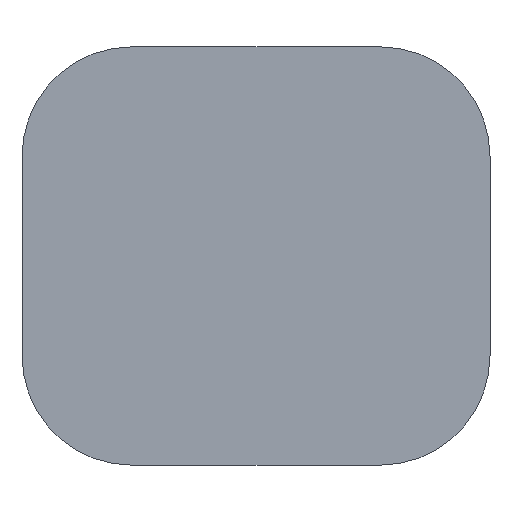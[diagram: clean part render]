
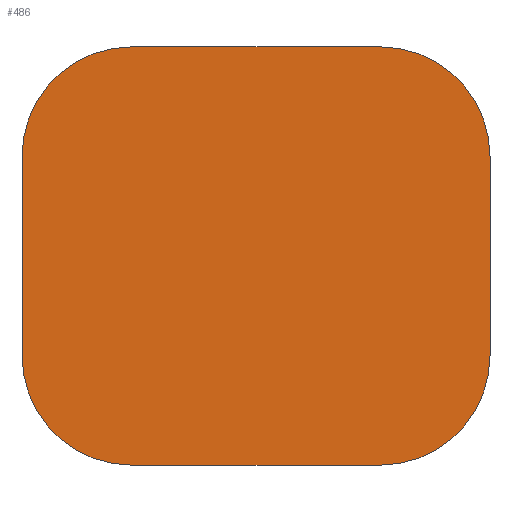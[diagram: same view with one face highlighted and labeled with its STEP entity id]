
A CAD part, front view. The second image highlights one B-rep face of the part: STEP entity #486.
In plain terms, the highlighted planar face has unit normal (0, -1, 0).
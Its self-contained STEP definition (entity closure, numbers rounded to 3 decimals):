
#15=PLANE('',#516);
#34=FACE_OUTER_BOUND('',#60,.T.);
#60=EDGE_LOOP('',(#337,#338,#339,#340,#341,#342,#343,#344));
#87=LINE('',#709,#143);
#88=LINE('',#713,#144);
#89=LINE('',#717,#145);
#90=LINE('',#720,#146);
#143=VECTOR('',#567,10.);
#144=VECTOR('',#570,10.);
#145=VECTOR('',#573,10.);
#146=VECTOR('',#576,10.);
#198=CIRCLE('',#515,1.1);
#199=CIRCLE('',#517,1.1);
#200=CIRCLE('',#518,1.1);
#201=CIRCLE('',#519,1.1);
#215=VERTEX_POINT('',#702);
#216=VERTEX_POINT('',#704);
#217=VERTEX_POINT('',#708);
#218=VERTEX_POINT('',#710);
#219=VERTEX_POINT('',#712);
#220=VERTEX_POINT('',#714);
#221=VERTEX_POINT('',#716);
#222=VERTEX_POINT('',#718);
#263=EDGE_CURVE('',#215,#216,#198,.T.);
#265=EDGE_CURVE('',#217,#215,#87,.T.);
#266=EDGE_CURVE('',#218,#217,#199,.T.);
#267=EDGE_CURVE('',#218,#219,#88,.T.);
#268=EDGE_CURVE('',#219,#220,#200,.T.);
#269=EDGE_CURVE('',#220,#221,#89,.T.);
#270=EDGE_CURVE('',#221,#222,#201,.T.);
#271=EDGE_CURVE('',#222,#216,#90,.T.);
#337=ORIENTED_EDGE('',*,*,#263,.F.);
#338=ORIENTED_EDGE('',*,*,#265,.F.);
#339=ORIENTED_EDGE('',*,*,#266,.F.);
#340=ORIENTED_EDGE('',*,*,#267,.T.);
#341=ORIENTED_EDGE('',*,*,#268,.T.);
#342=ORIENTED_EDGE('',*,*,#269,.T.);
#343=ORIENTED_EDGE('',*,*,#270,.T.);
#344=ORIENTED_EDGE('',*,*,#271,.T.);
#486=ADVANCED_FACE('',(#34),#15,.F.);
#515=AXIS2_PLACEMENT_3D('',#705,#562,#563);
#516=AXIS2_PLACEMENT_3D('',#707,#565,#566);
#517=AXIS2_PLACEMENT_3D('',#711,#568,#569);
#518=AXIS2_PLACEMENT_3D('',#715,#571,#572);
#519=AXIS2_PLACEMENT_3D('',#719,#574,#575);
#562=DIRECTION('center_axis',(0.,1.,0.));
#563=DIRECTION('ref_axis',(0.707,0.,-0.707));
#565=DIRECTION('center_axis',(0.,1.,0.));
#566=DIRECTION('ref_axis',(-1.,0.,0.));
#567=DIRECTION('',(0.,0.,-1.));
#568=DIRECTION('center_axis',(0.,1.,0.));
#569=DIRECTION('ref_axis',(0.707,0.,0.707));
#570=DIRECTION('',(-1.,0.,0.));
#571=DIRECTION('center_axis',(0.,-1.,0.));
#572=DIRECTION('ref_axis',(0.,0.,
1.));
#573=DIRECTION('',(0.,0.,-1.));
#574=DIRECTION('center_axis',(0.,-1.,0.));
#575=DIRECTION('ref_axis',(-1.,0.,0.));
#576=DIRECTION('',(1.,0.,0.));
#702=CARTESIAN_POINT('',(192.24,-47.746,-0.7));
#704=CARTESIAN_POINT('',(191.14,-47.746,-1.8));
#705=CARTESIAN_POINT('Origin',(191.14,-47.746,-0.7));
#707=CARTESIAN_POINT('Origin',(170.1,-47.746,1.4));
#708=CARTESIAN_POINT('',(192.24,-47.746,1.3));
#709=CARTESIAN_POINT('',(192.24,-47.746,2.4));
#710=CARTESIAN_POINT('',(191.14,-47.746,2.4));
#711=CARTESIAN_POINT('Origin',(191.14,-47.746,1.3));
#712=CARTESIAN_POINT('',(188.64,-47.746,2.4));
#713=CARTESIAN_POINT('',(190.84,-47.746,2.4));
#714=CARTESIAN_POINT('',(187.54,-47.746,1.3));
#715=CARTESIAN_POINT('Origin',(188.64,-47.746,1.3));
#716=CARTESIAN_POINT('',(187.54,-47.746,-0.7));
#717=CARTESIAN_POINT('',(187.54,-47.746,1.3));
#718=CARTESIAN_POINT('',(188.64,-47.746,-1.8));
#719=CARTESIAN_POINT('Origin',(188.64,-47.746,-0.7));
#720=CARTESIAN_POINT('',(190.84,-47.746,-1.8));
